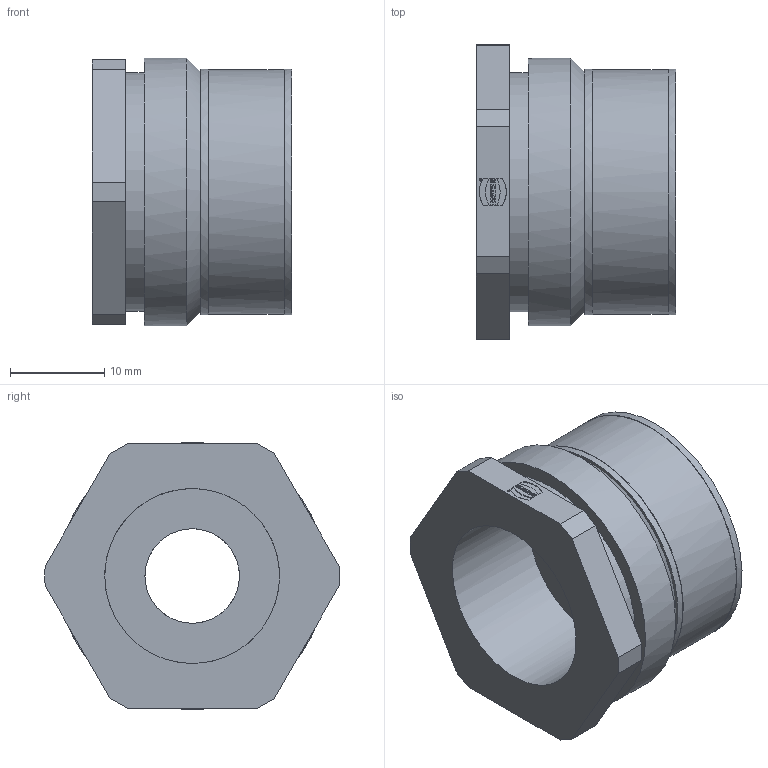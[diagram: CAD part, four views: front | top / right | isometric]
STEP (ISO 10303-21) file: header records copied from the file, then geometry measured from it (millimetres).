
FILE_DESCRIPTION(( 'HARTING HARTING HARTING HARTING HARTING HARTING HARTING HARTING HARTING', 'This Document is valid for Parts No. 09 00 000 5016'),'2;1');
FILE_NAME('MD_09000005016_R410862.stp', '2010-10-12T14:21:45',('ITIS-4b'),('HARTING KGaA, D-32339 Espelkamp'), 'I-DEAS Master Series 10','HP-UNIX','Yes');
FILE_SCHEMA(('AUTOMOTIVE_DESIGN { 1 0 10303 214 1 1 1 1 }'));
Length unit declared in the file: millimetre
Products named in the file (1): MD 09 00 000 5016
Bounding box: 21.1 x 31.17 x 28.3 mm (x, y, z)
Volume: 7887.6 mm3; surface area: 4427 mm2
Topology: 1 solids, 1 shells, 137 faces, 335 edges, 223 vertices
Faces by surface type: bspline 137
Entity records: 4547 total; most frequent: CARTESIAN_POINT 2201, ORIENTED_EDGE 670, EDGE_CURVE 335, VERTEX_POINT 223, OVER_RIDING_STYLED_ITEM 194, QUASI_UNIFORM_CURVE 181, EDGE_LOOP 162, FACE_OUTER_BOUND 137
